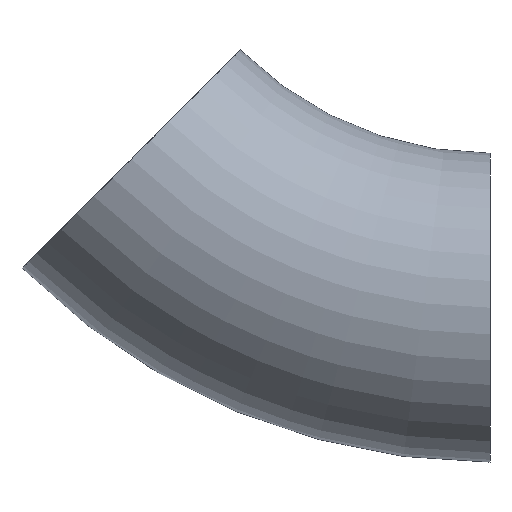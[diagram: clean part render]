
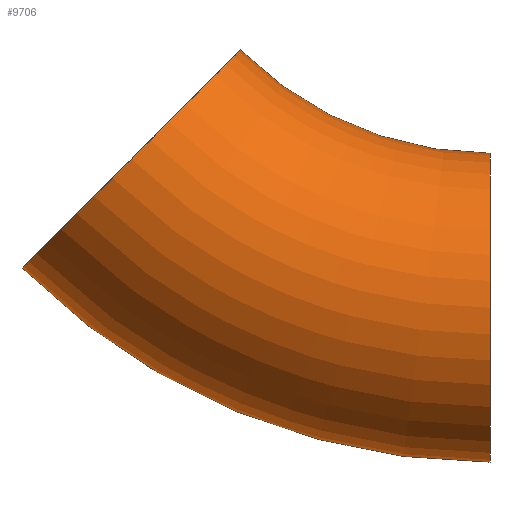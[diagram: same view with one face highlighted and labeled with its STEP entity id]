
A CAD part, left-side view. The second image highlights one B-rep face of the part: STEP entity #9706.
In plain terms, the highlighted toroidal (fillet/blend) face has major radius 69 mm and minor radius 21 mm.
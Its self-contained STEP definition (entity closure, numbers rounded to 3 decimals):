
#131 = CIRCLE ( 'NONE', #878, 90. ) ;
#289 = DIRECTION ( 'NONE',  ( 0., 0., -1. ) ) ;
#350 = EDGE_CURVE ( 'NONE', #7985, #8511, #9840, .T. ) ;
#396 = DIRECTION ( 'NONE',  ( 1., 0., 0. ) ) ;
#596 = ORIENTED_EDGE ( 'NONE', *, *, #7973, .T. ) ;
#866 = VERTEX_POINT ( 'NONE', #4912 ) ;
#878 = AXIS2_PLACEMENT_3D ( 'NONE', #5020, #2337, #8604 ) ;
#1069 = DIRECTION ( 'NONE',  ( 0., -0.707, 0.707 ) ) ;
#1211 = ORIENTED_EDGE ( 'NONE', *, *, #3694, .F. ) ;
#1281 = CARTESIAN_POINT ( 'NONE',  ( 0., 33.941, 35.059 ) ) ;
#1409 = FACE_OUTER_BOUND ( 'NONE', #6121, .T. ) ;
#1433 = DIRECTION ( 'NONE',  ( 0., 1., 0. ) ) ;
#1473 = CARTESIAN_POINT ( 'NONE',  ( 0., 63.64, 5.36 ) ) ;
#1974 = DIRECTION ( 'NONE',  ( 0., 0.707, 0.707 ) ) ;
#2337 = DIRECTION ( 'NONE',  ( 1., 0., 0. ) ) ;
#3543 = AXIS2_PLACEMENT_3D ( 'NONE', #5601, #6571, #10978 ) ;
#3694 = EDGE_CURVE ( 'NONE', #866, #7985, #131, .T. ) ;
#4444 = AXIS2_PLACEMENT_3D ( 'NONE', #8211, #1974, #1069 ) ;
#4754 = TOROIDAL_SURFACE ( 'NONE', #7002, 69., 21. ) ;
#4912 = CARTESIAN_POINT ( 'NONE',  ( 0., 0., -21. ) ) ;
#5020 = CARTESIAN_POINT ( 'NONE',  ( 0., 0., 69. ) ) ;
#5467 = ORIENTED_EDGE ( 'NONE', *, *, #350, .F. ) ;
#5601 = CARTESIAN_POINT ( 'NONE',  ( 0., 0., 69. ) ) ;
#5746 = ORIENTED_EDGE ( 'NONE', *, *, #10628, .T. ) ;
#5977 = CIRCLE ( 'NONE', #6923, 21. ) ;
#6121 = EDGE_LOOP ( 'NONE', ( #1211, #596, #5746, #5467 ) ) ;
#6571 = DIRECTION ( 'NONE',  ( 1., 0., 0. ) ) ;
#6923 = AXIS2_PLACEMENT_3D ( 'NONE', #8594, #1433, #11122 ) ;
#7002 = AXIS2_PLACEMENT_3D ( 'NONE', #11005, #396, #289 ) ;
#7793 = CIRCLE ( 'NONE', #3543, 48. ) ;
#7973 = EDGE_CURVE ( 'NONE', #866, #10686, #5977, .T. ) ;
#7985 = VERTEX_POINT ( 'NONE', #1473 ) ;
#8211 = CARTESIAN_POINT ( 'NONE',  ( 0., 48.79, 20.21 ) ) ;
#8511 = VERTEX_POINT ( 'NONE', #1281 ) ;
#8594 = CARTESIAN_POINT ( 'NONE',  ( 0., 0., 0. ) ) ;
#8604 = DIRECTION ( 'NONE',  ( 0., 0., -1. ) ) ;
#9706 = ADVANCED_FACE ( 'NONE', ( #1409 ), #4754, .T. ) ;
#9840 = CIRCLE ( 'NONE', #4444, 21. ) ;
#9965 = CARTESIAN_POINT ( 'NONE',  ( 0., 0., 21. ) ) ;
#10628 = EDGE_CURVE ( 'NONE', #10686, #8511, #7793, .T. ) ;
#10686 = VERTEX_POINT ( 'NONE', #9965 ) ;
#10978 = DIRECTION ( 'NONE',  ( 0., 0., -1. ) ) ;
#11005 = CARTESIAN_POINT ( 'NONE',  ( 0., 0., 69. ) ) ;
#11122 = DIRECTION ( 'NONE',  ( 0., 0., 1. ) ) ;
